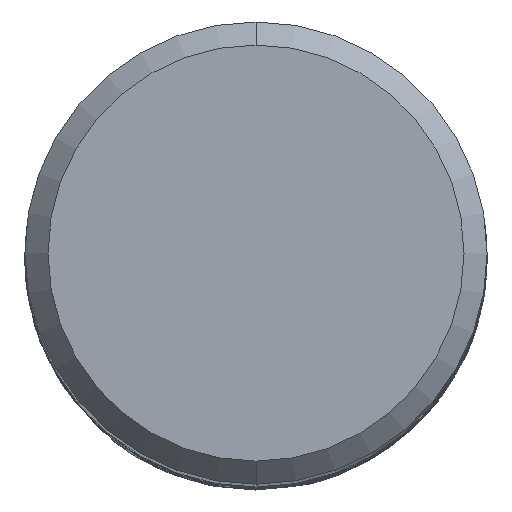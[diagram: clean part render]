
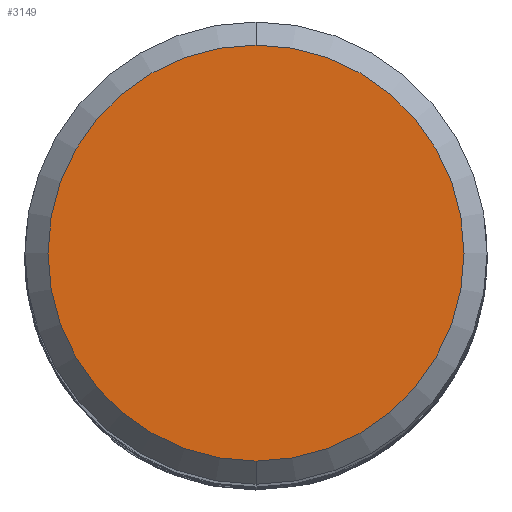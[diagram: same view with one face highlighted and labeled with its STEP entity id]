
A CAD part, top view. The second image highlights one B-rep face of the part: STEP entity #3149.
In plain terms, the highlighted planar face has unit normal (0, 0, 1).
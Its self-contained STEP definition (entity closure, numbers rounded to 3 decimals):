
#1635=VERTEX_POINT('',#4043);
#2283=VERTEX_POINT('',#4754);
#2523=EDGE_CURVE('',#2283,#1635,#5012,.T.);
#2879=EDGE_CURVE('',#1635,#2283,#5395,.T.);
#3149=ADVANCED_FACE('',(#5688),#5689,.T.);
#4043=CARTESIAN_POINT('',(0.0,9.0,0.0));
#4754=CARTESIAN_POINT('',(0.,-9.0,0.0));
#5012=CIRCLE('',#28051,9.0);
#5395=CIRCLE('',#33577,9.0);
#5688=FACE_OUTER_BOUND('',#36783,.T.);
#5689=PLANE('',#36784);
#28051=AXIS2_PLACEMENT_3D('',#43336,#43337,#43338);
#33577=AXIS2_PLACEMENT_3D('',#43733,#43734,#43735);
#36783=EDGE_LOOP('',(#44051,#44052));
#36784=AXIS2_PLACEMENT_3D('',#44053,#44054,#44055);
#43336=CARTESIAN_POINT('',(0.0,0.0,0.0));
#43337=DIRECTION('',(0.0,0.0,-1.0));
#43338=DIRECTION('',(0.0,1.0,0.0));
#43733=CARTESIAN_POINT('',(0.0,0.0,0.0));
#43734=DIRECTION('',(0.0,0.0,-1.0));
#43735=DIRECTION('',(0.0,1.0,0.0));
#44051=ORIENTED_EDGE('',*,*,#2879,.F.);
#44052=ORIENTED_EDGE('',*,*,#2523,.F.);
#44053=CARTESIAN_POINT('',(0.0,4.5,0.0));
#44054=DIRECTION('',(-0.0,0.0,1.0));
#44055=DIRECTION('',(0.0,-1.0,0.0));
